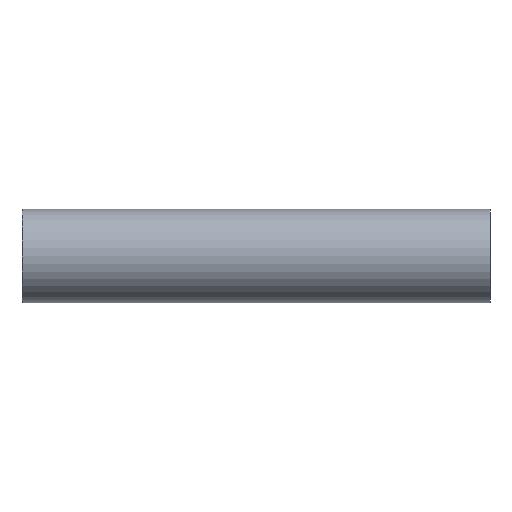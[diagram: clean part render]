
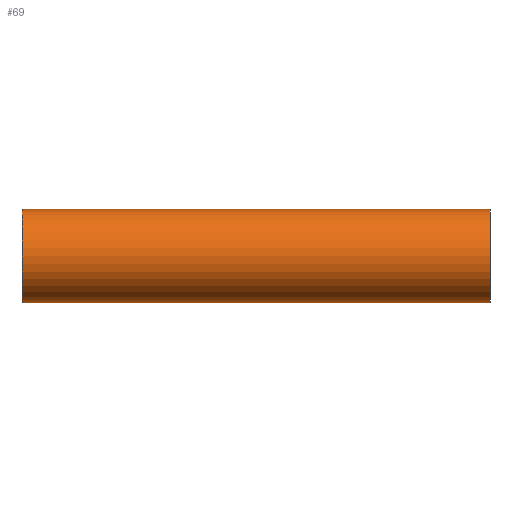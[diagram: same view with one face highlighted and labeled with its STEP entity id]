
A CAD part, front view. The second image highlights one B-rep face of the part: STEP entity #69.
In plain terms, the highlighted cylindrical face has radius 500 mm (diameter 1000 mm), a partial arc.
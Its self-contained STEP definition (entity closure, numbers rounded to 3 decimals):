
#65 = EDGE_CURVE( '', #83, #67, #135, .T. );
#67 = VERTEX_POINT( '', #137 );
#69 = ADVANCED_FACE( '', ( #139 ), #140, .T. );
#71 = EDGE_CURVE( '', #67, #93, #142, .T. );
#77 = VERTEX_POINT( '', #150 );
#81 = EDGE_CURVE( '', #77, #83, #155, .T. );
#83 = VERTEX_POINT( '', #157 );
#93 = VERTEX_POINT( '', #170 );
#101 = EDGE_CURVE( '', #93, #77, #179, .T. );
#135 = CIRCLE( '', #208, 500. );
#137 = CARTESIAN_POINT( '', ( 5000., 0., 500. ) );
#139 = FACE_OUTER_BOUND( '', #212, .T. );
#140 = CYLINDRICAL_SURFACE( '', #213, 500. );
#142 = LINE( '', #216, #217 );
#150 = CARTESIAN_POINT( '', ( 0., 0., -500. ) );
#155 = LINE( '', #230, #231 );
#157 = CARTESIAN_POINT( '', ( 5000., 0., -500. ) );
#170 = CARTESIAN_POINT( '', ( 0., 0., 500. ) );
#179 = CIRCLE( '', #262, 500. );
#208 = AXIS2_PLACEMENT_3D( '', #278, #279, #280 );
#212 = EDGE_LOOP( '', ( #282, #283, #284, #285 ) );
#213 = AXIS2_PLACEMENT_3D( '', #286, #287, #288 );
#216 = CARTESIAN_POINT( '', ( 0., 0., 500. ) );
#217 = VECTOR( '', #289, 1. );
#230 = CARTESIAN_POINT( '', ( 0., 0., -500. ) );
#231 = VECTOR( '', #307, 1. );
#262 = AXIS2_PLACEMENT_3D( '', #340, #341, #342 );
#278 = CARTESIAN_POINT( '', ( 5000., 0., 0. ) );
#279 = DIRECTION( '', ( -1., 0., 0. ) );
#280 = DIRECTION( '', ( 0., 0., -1. ) );
#282 = ORIENTED_EDGE( '', *, *, #81, .T. );
#283 = ORIENTED_EDGE( '', *, *, #65, .T. );
#284 = ORIENTED_EDGE( '', *, *, #71, .T. );
#285 = ORIENTED_EDGE( '', *, *, #101, .T. );
#286 = CARTESIAN_POINT( '', ( 0., 0., 0. ) );
#287 = DIRECTION( '', ( -1., 0., 0. ) );
#288 = DIRECTION( '', ( 0., 0., -1. ) );
#289 = DIRECTION( '', ( -1., 0., 0. ) );
#307 = DIRECTION( '', ( 1., 0., 0. ) );
#340 = CARTESIAN_POINT( '', ( 0., 0., 0. ) );
#341 = DIRECTION( '', ( 1., 0., 0. ) );
#342 = DIRECTION( '', ( 0., 0., -1. ) );
